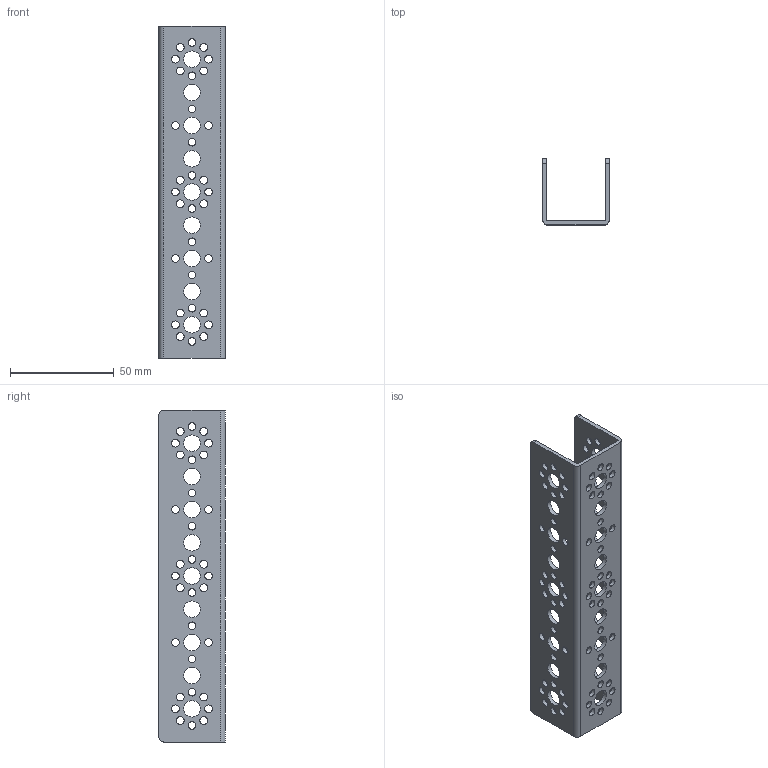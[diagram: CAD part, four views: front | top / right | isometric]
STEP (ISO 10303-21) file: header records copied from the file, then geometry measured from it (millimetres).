
FILE_DESCRIPTION(/* description */ (''),/* implementation_level */ '2;1');
FILE_NAME(/* name */ 'Tetrix_739067.ipt.stp',/* time_stamp */ '2014-12-18T17:46:12-08:00',/* author */ ('Autodesk Inc.'),/* organization */ ('Autodesk Inc.'),/* preprocessor_version */ 'ST-DEVELOPER v15.6',/* originating_system */ 'Autodesk Inventor 2015',/* authorisation */ '');
FILE_SCHEMA (('AUTOMOTIVE_DESIGN { 1 0 10303 214 3 1 1 }'));
Length unit declared in the file: millimetre
Products named in the file (1): Tetrix_739067
Bounding box: 32 x 32 x 160 mm (x, y, z)
Volume: 24221.3 mm3; surface area: 28890.2 mm2
Topology: 1 solids, 1 shells, 139 faces, 411 edges, 274 vertices
Faces by surface type: cylinder 129, plane 10
Full cylindrical faces by diameter (mm): 3.7 x96, 8 x27
Entity records: 4850 total; most frequent: DIRECTION 826, CARTESIAN_POINT 702, ORIENTED_EDGE 576, EDGE_LOOP 508, AXIS2_PLACEMENT_3D 398, FACE_BOUND 369, EDGE_CURVE 288, VERTEX_POINT 274
